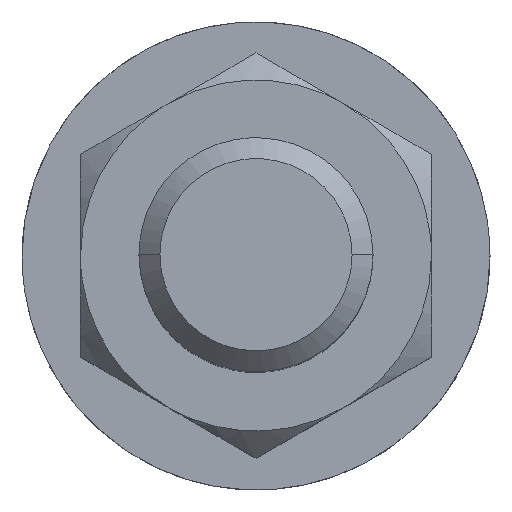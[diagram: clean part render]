
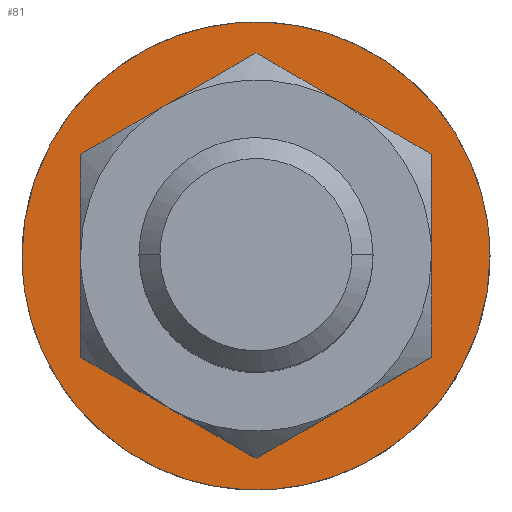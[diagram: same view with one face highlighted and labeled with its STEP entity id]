
A CAD part, top view. The second image highlights one B-rep face of the part: STEP entity #81.
In plain terms, the highlighted planar face has unit normal (0, 0, 1).
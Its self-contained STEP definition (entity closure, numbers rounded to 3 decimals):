
#27=FACE_BOUND('',#199,.T.);
#81=ADVANCED_FACE('',(#137,#27),#799,.T.);
#137=FACE_OUTER_BOUND('',#198,.T.);
#198=EDGE_LOOP('',(#426,#427));
#199=EDGE_LOOP('',(#428,#429));
#426=ORIENTED_EDGE('',*,*,#546,.F.);
#427=ORIENTED_EDGE('',*,*,#549,.F.);
#428=ORIENTED_EDGE('',*,*,#555,.T.);
#429=ORIENTED_EDGE('',*,*,#552,.T.);
#546=EDGE_CURVE('',#741,#740,#667,.T.);
#549=EDGE_CURVE('',#740,#741,#669,.T.);
#552=EDGE_CURVE('',#742,#743,#671,.T.);
#555=EDGE_CURVE('',#743,#742,#673,.T.);
#667=(
BOUNDED_CURVE()
B_SPLINE_CURVE(2,(#2344,#2345,#2346,#2347,#2348),.UNSPECIFIED.,.F.,.F.)
B_SPLINE_CURVE_WITH_KNOTS((3,2,3),(-37.699,-18.85,
0.),.UNSPECIFIED.)
CURVE()
GEOMETRIC_REPRESENTATION_ITEM()
RATIONAL_B_SPLINE_CURVE((1.,0.707,1.,0.707,1.))
REPRESENTATION_ITEM('')
);
#669=(
BOUNDED_CURVE()
B_SPLINE_CURVE(2,(#2356,#2357,#2358,#2359,#2360),.UNSPECIFIED.,.F.,.F.)
B_SPLINE_CURVE_WITH_KNOTS((3,2,3),(-37.699,-18.85,
0.),.UNSPECIFIED.)
CURVE()
GEOMETRIC_REPRESENTATION_ITEM()
RATIONAL_B_SPLINE_CURVE((1.,0.707,1.,0.707,1.))
REPRESENTATION_ITEM('')
);
#671=(
BOUNDED_CURVE()
B_SPLINE_CURVE(2,(#2368,#2369,#2370,#2371,#2372),.UNSPECIFIED.,.F.,.F.)
B_SPLINE_CURVE_WITH_KNOTS((3,2,3),(0.,10.21,20.42),
 .UNSPECIFIED.)
CURVE()
GEOMETRIC_REPRESENTATION_ITEM()
RATIONAL_B_SPLINE_CURVE((1.,0.707,1.,0.707,1.))
REPRESENTATION_ITEM('')
);
#673=(
BOUNDED_CURVE()
B_SPLINE_CURVE(2,(#2380,#2381,#2382,#2383,#2384),.UNSPECIFIED.,.F.,.F.)
B_SPLINE_CURVE_WITH_KNOTS((3,2,3),(0.,10.21,20.42),
 .UNSPECIFIED.)
CURVE()
GEOMETRIC_REPRESENTATION_ITEM()
RATIONAL_B_SPLINE_CURVE((1.,0.707,1.,0.707,1.))
REPRESENTATION_ITEM('')
);
#740=VERTEX_POINT('',#2333);
#741=VERTEX_POINT('',#2334);
#742=VERTEX_POINT('',#2335);
#743=VERTEX_POINT('',#2336);
#799=PLANE('',#996);
#996=AXIS2_PLACEMENT_3D('',#2292,#1022,$);
#1022=DIRECTION('',(0.,0.,1.));
#2292=CARTESIAN_POINT('',(10.088,22.197,9.82));
#2333=CARTESIAN_POINT('',(-16.432,7.677,9.82));
#2334=CARTESIAN_POINT('',(7.568,7.677,9.82));
#2335=CARTESIAN_POINT('',(-10.932,7.677,9.82));
#2336=CARTESIAN_POINT('',(2.068,7.677,9.82));
#2344=CARTESIAN_POINT('',(7.568,7.677,9.82));
#2345=CARTESIAN_POINT('',(7.568,-4.323,9.82));
#2346=CARTESIAN_POINT('',(-4.432,-4.323,9.82));
#2347=CARTESIAN_POINT('',(-16.432,-4.323,9.82));
#2348=CARTESIAN_POINT('',(-16.432,7.677,9.82));
#2356=CARTESIAN_POINT('',(-16.432,7.677,9.82));
#2357=CARTESIAN_POINT('',(-16.432,19.677,9.82));
#2358=CARTESIAN_POINT('',(-4.432,19.677,9.82));
#2359=CARTESIAN_POINT('',(7.568,19.677,9.82));
#2360=CARTESIAN_POINT('',(7.568,7.677,9.82));
#2368=CARTESIAN_POINT('',(-10.932,7.677,9.82));
#2369=CARTESIAN_POINT('',(-10.932,14.177,9.82));
#2370=CARTESIAN_POINT('',(-4.432,14.177,9.82));
#2371=CARTESIAN_POINT('',(2.068,14.177,9.82));
#2372=CARTESIAN_POINT('',(2.068,7.677,9.82));
#2380=CARTESIAN_POINT('',(2.068,7.677,9.82));
#2381=CARTESIAN_POINT('',(2.068,1.177,9.82));
#2382=CARTESIAN_POINT('',(-4.432,1.177,9.82));
#2383=CARTESIAN_POINT('',(-10.932,1.177,9.82));
#2384=CARTESIAN_POINT('',(-10.932,7.677,9.82));
